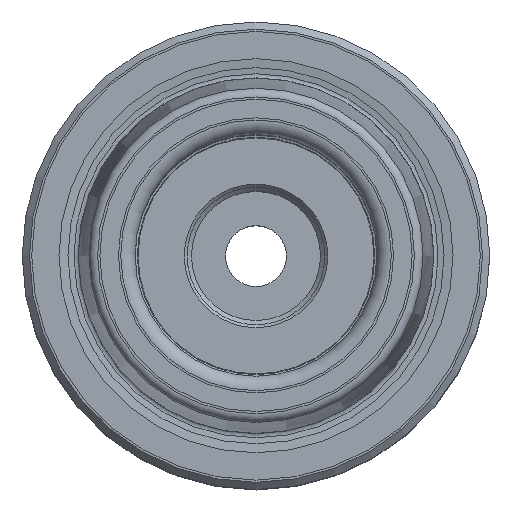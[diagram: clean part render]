
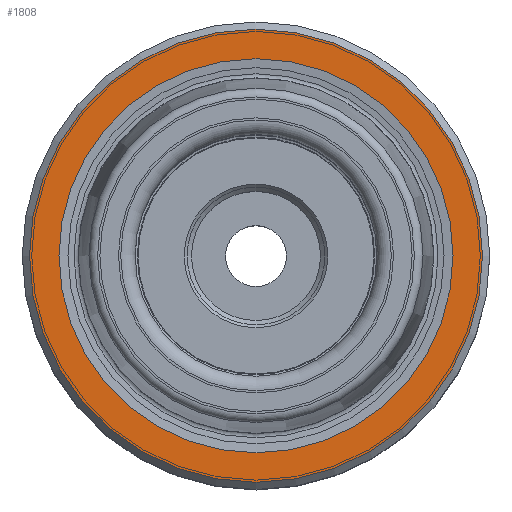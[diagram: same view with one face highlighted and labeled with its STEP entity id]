
A CAD part, top view. The second image highlights one B-rep face of the part: STEP entity #1808.
In plain terms, the highlighted planar face has unit normal (0, 0, 1).
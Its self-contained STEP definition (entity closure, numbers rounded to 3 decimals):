
#237=ORIENTED_EDGE('',*,*,#379,.T.);
#238=ORIENTED_EDGE('',*,*,#378,.F.);
#378=EDGE_CURVE('',#479,#479,#580,.T.);
#379=EDGE_CURVE('',#480,#480,#581,.T.);
#479=VERTEX_POINT('',#2672);
#480=VERTEX_POINT('',#2675);
#580=CIRCLE('',#1989,13.613);
#581=CIRCLE('',#1991,15.65);
#742=EDGE_LOOP('',(#237));
#743=EDGE_LOOP('',(#238));
#944=FACE_BOUND('',#742,.T.);
#945=FACE_BOUND('',#743,.T.);
#1024=PLANE('',#1990);
#1808=ADVANCED_FACE('',(#944,#945),#1024,.T.);
#1989=AXIS2_PLACEMENT_3D('',#2671,#2333,#2334);
#1990=AXIS2_PLACEMENT_3D('',#2673,#2335,#2336);
#1991=AXIS2_PLACEMENT_3D('',#2674,#2337,#2338);
#2333=DIRECTION('',(0.,0.,1.));
#2334=DIRECTION('',(1.,0.,0.));
#2335=DIRECTION('',(0.,0.,1.));
#2336=DIRECTION('',(1.,0.,0.));
#2337=DIRECTION('',(0.,0.,1.));
#2338=DIRECTION('',(1.,0.,0.));
#2671=CARTESIAN_POINT('',(0.,0.,0.2));
#2672=CARTESIAN_POINT('',(13.613,0.,0.2));
#2673=CARTESIAN_POINT('',(12.305,0.,0.2));
#2674=CARTESIAN_POINT('',(0.,0.,0.2));
#2675=CARTESIAN_POINT('',(15.65,0.,0.2));
